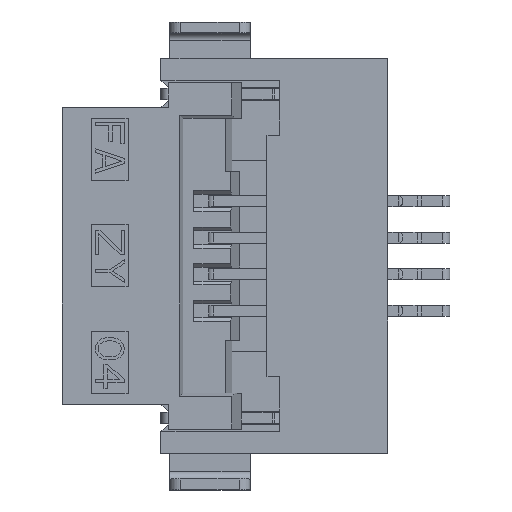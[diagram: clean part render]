
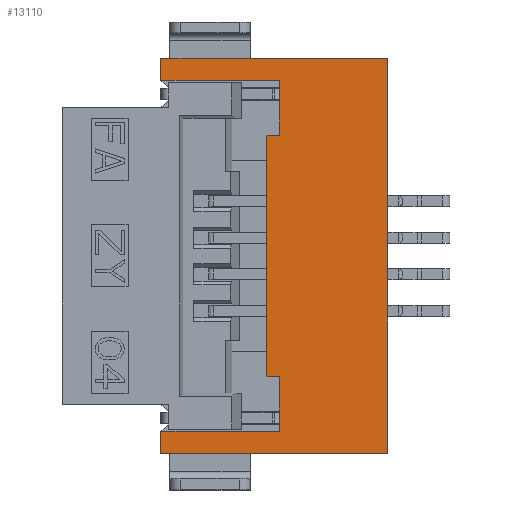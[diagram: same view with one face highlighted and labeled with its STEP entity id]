
A CAD part, top view. The second image highlights one B-rep face of the part: STEP entity #13110.
In plain terms, the highlighted face is planar.
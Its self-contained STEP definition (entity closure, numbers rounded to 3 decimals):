
#262=FACE_OUTER_BOUND('',#947,.T.);
#947=EDGE_LOOP('',(#9150,#9151,#9152,#9153,#9154,#9155,#9156,#9157,#9158,
#9159,#9160,#9161));
#1810=LINE('',#18302,#3534);
#1968=LINE('',#18702,#3692);
#2003=LINE('',#18771,#3727);
#2142=LINE('',#19043,#3866);
#2177=LINE('',#19108,#3901);
#2178=LINE('',#19110,#3902);
#2179=LINE('',#19111,#3903);
#2180=LINE('',#19113,#3904);
#2181=LINE('',#19115,#3905);
#2182=LINE('',#19117,#3906);
#2183=LINE('',#19119,#3907);
#2184=LINE('',#19120,#3908);
#3534=VECTOR('',#14701,0.3);
#3692=VECTOR('',#15075,3.1);
#3727=VECTOR('',#15120,5.4);
#3866=VECTOR('',#15279,3.3);
#3901=VECTOR('',#15316,1.62);
#3902=VECTOR('',#15317,0.75);
#3903=VECTOR('',#15318,0.17);
#3904=VECTOR('',#15319,0.17);
#3905=VECTOR('',#15320,0.75);
#3906=VECTOR('',#15321,1.62);
#3907=VECTOR('',#15322,0.3);
#3908=VECTOR('',#15323,3.1);
#5260=VERTEX_POINT('',#18299);
#5261=VERTEX_POINT('',#18301);
#5395=VERTEX_POINT('',#18701);
#5424=VERTEX_POINT('',#18770);
#5546=VERTEX_POINT('',#19041);
#5547=VERTEX_POINT('',#19042);
#5576=VERTEX_POINT('',#19107);
#5577=VERTEX_POINT('',#19109);
#5578=VERTEX_POINT('',#19112);
#5579=VERTEX_POINT('',#19114);
#5580=VERTEX_POINT('',#19116);
#5581=VERTEX_POINT('',#19118);
#6559=EDGE_CURVE('',#5261,#5260,#1810,.T.);
#6763=EDGE_CURVE('',#5395,#5261,#1968,.T.);
#6798=EDGE_CURVE('',#5395,#5424,#2003,.T.);
#6937=EDGE_CURVE('',#5546,#5547,#2142,.T.);
#6972=EDGE_CURVE('',#5576,#5260,#2177,.T.);
#6973=EDGE_CURVE('',#5577,#5576,#2178,.T.);
#6974=EDGE_CURVE('',#5547,#5577,#2179,.T.);
#6975=EDGE_CURVE('',#5546,#5578,#2180,.T.);
#6976=EDGE_CURVE('',#5578,#5579,#2181,.T.);
#6977=EDGE_CURVE('',#5579,#5580,#2182,.T.);
#6978=EDGE_CURVE('',#5581,#5580,#2183,.T.);
#6979=EDGE_CURVE('',#5424,#5581,#2184,.T.);
#9150=ORIENTED_EDGE('',*,*,#6798,.F.);
#9151=ORIENTED_EDGE('',*,*,#6763,.T.);
#9152=ORIENTED_EDGE('',*,*,#6559,.T.);
#9153=ORIENTED_EDGE('',*,*,#6972,.F.);
#9154=ORIENTED_EDGE('',*,*,#6973,.F.);
#9155=ORIENTED_EDGE('',*,*,#6974,.F.);
#9156=ORIENTED_EDGE('',*,*,#6937,.F.);
#9157=ORIENTED_EDGE('',*,*,#6975,.T.);
#9158=ORIENTED_EDGE('',*,*,#6976,.T.);
#9159=ORIENTED_EDGE('',*,*,#6977,.T.);
#9160=ORIENTED_EDGE('',*,*,#6978,.F.);
#9161=ORIENTED_EDGE('',*,*,#6979,.F.);
#12522=PLANE('',#13857);
#13110=ADVANCED_FACE('',(#262),#12522,.T.);
#13857=AXIS2_PLACEMENT_3D('',#19106,#15314,#15315);
#14701=DIRECTION('',(1.,0.,0.));
#15075=DIRECTION('',(0.,0.,1.));
#15120=DIRECTION('',(1.,0.,0.));
#15279=DIRECTION('',(-1.,0.,0.));
#15314=DIRECTION('center_axis',(0.,1.,0.));
#15315=DIRECTION('ref_axis',(0.,0.,1.));
#15316=DIRECTION('',(0.,0.,1.));
#15317=DIRECTION('',(-1.,0.,0.));
#15318=DIRECTION('',(0.,0.,-1.));
#15319=DIRECTION('',(0.,0.,-1.));
#15320=DIRECTION('',(1.,0.,0.));
#15321=DIRECTION('',(0.,0.,1.));
#15322=DIRECTION('',(-1.,0.,0.));
#15323=DIRECTION('',(0.,0.,1.));
#18299=CARTESIAN_POINT('',(-5.4,1.5,3.1));
#18301=CARTESIAN_POINT('',(-5.7,1.5,3.1));
#18302=CARTESIAN_POINT('',(-5.7,1.5,3.1));
#18701=CARTESIAN_POINT('',(-5.7,1.5,0.));
#18702=CARTESIAN_POINT('',(-5.7,1.5,0.));
#18770=CARTESIAN_POINT('',(-0.3,1.5,0.));
#18771=CARTESIAN_POINT('',(-5.7,1.5,0.));
#19041=CARTESIAN_POINT('',(-1.35,1.5,1.65));
#19042=CARTESIAN_POINT('',(-4.65,1.5,1.65));
#19043=CARTESIAN_POINT('',(-1.35,1.5,1.65));
#19106=CARTESIAN_POINT('Origin',(0.,1.5,1.55));
#19107=CARTESIAN_POINT('',(-5.4,1.5,1.48));
#19108=CARTESIAN_POINT('',(-5.4,1.5,1.48));
#19109=CARTESIAN_POINT('',(-4.65,1.5,1.48));
#19110=CARTESIAN_POINT('',(-4.65,1.5,1.48));
#19111=CARTESIAN_POINT('',(-4.65,1.5,1.65));
#19112=CARTESIAN_POINT('',(-1.35,1.5,1.48));
#19113=CARTESIAN_POINT('',(-1.35,1.5,1.65));
#19114=CARTESIAN_POINT('',(-0.6,1.5,1.48));
#19115=CARTESIAN_POINT('',(-1.35,1.5,1.48));
#19116=CARTESIAN_POINT('',(-0.6,1.5,3.1));
#19117=CARTESIAN_POINT('',(-0.6,1.5,1.48));
#19118=CARTESIAN_POINT('',(-0.3,1.5,3.1));
#19119=CARTESIAN_POINT('',(-0.3,1.5,3.1));
#19120=CARTESIAN_POINT('',(-0.3,1.5,0.));
